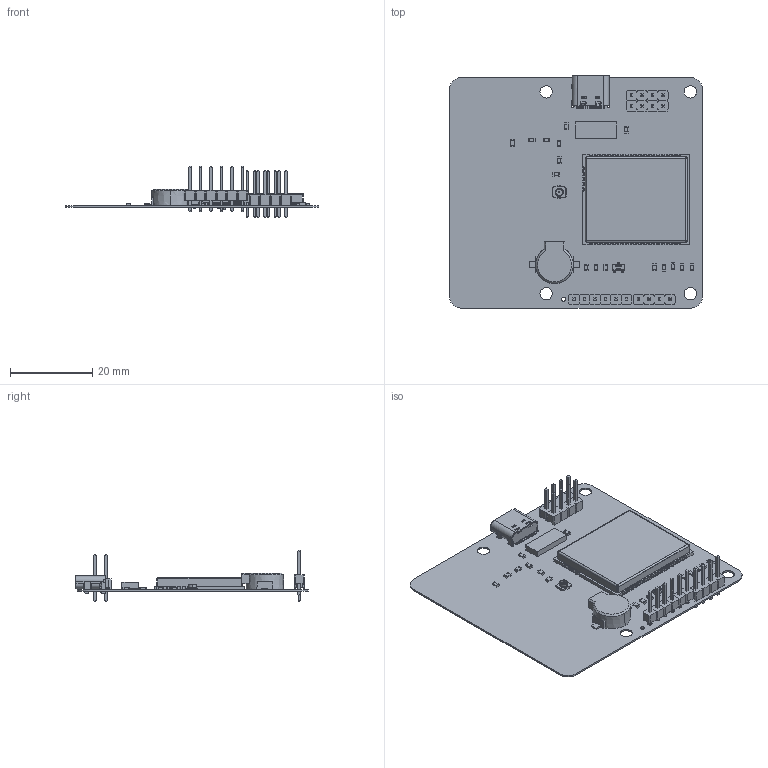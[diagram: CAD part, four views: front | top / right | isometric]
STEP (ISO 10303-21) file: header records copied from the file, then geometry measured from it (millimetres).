
FILE_DESCRIPTION(('Open CASCADE Model'),'2;1');
FILE_NAME('Open CASCADE Shape Model','2023-01-27T16:02:28',('Author'),( 'Open CASCADE'),'Open CASCADE STEP processor 7.5','Open CASCADE 7.5' ,'Unknown');
FILE_SCHEMA(('AUTOMOTIVE_DESIGN { 1 0 10303 214 1 1 1 1 }'));
Length unit declared in the file: millimetre
Products named in the file (56): PCB; Board; Open CASCADE STEP translator 7.5 3.1.1; TR1; User Library-SOT95P240X110-3M[SOT23-3_TO-236AB]; R5; SW3DPS-RESISTOR 0603-DEFAULT; R4; R2; B1; CircuitWorks-BUZZER (SPEAKER) SMD; J2; USB1; TYPE-C-31-M-12--3DModel-STEP-56544; TYPE-C-31-M-12; P2; 65781; J1; C1; C2; C3; C4; C5; C6; C7; CN1; CN3; 6x_Male_Pin_2.54_mm; 1_Male_Pin_2.54_mm; E2; SW3dPS-UFL-R-SMD; SW3dPS-UFL-R-SMD_Part_525; SW3dPS-UFL-R-SMD_Part_540; SW3dPS-UFL-R-SMD_Part_739; SW3dPS-UFL-R-SMD_Part_555; SW3dPS-UFL-R-SMD_Part_578; SW3dPS-UFL-R-SMD_Part_562; L1; L2; User Library-LED_0603_R ...
Assembly tree (84 placements, depth 4):
  PCB
    Board
      Open CASCADE STEP translator 7.5 3.1.1
    TR1
      User Library-SOT95P240X110-3M[SOT23-3_TO-236AB]
    R5
      SW3DPS-RESISTOR 0603-DEFAULT
    R4
      SW3DPS-RESISTOR 0603-DEFAULT
    R2
      SW3DPS-RESISTOR 0603-DEFAULT
    B1
      CircuitWorks-BUZZER (SPEAKER) SMD
    J2
      SW3DPS-RESISTOR 0603-DEFAULT
    USB1
      TYPE-C-31-M-12--3DModel-STEP-56544
        TYPE-C-31-M-12
    P2
      65781
      65781
      65781
      65781
      65781
    J1
      SW3DPS-RESISTOR 0603-DEFAULT
    C1
      SW3DPS-RESISTOR 0603-DEFAULT
    C2
      SW3DPS-RESISTOR 0603-DEFAULT
    C3
      SW3DPS-RESISTOR 0603-DEFAULT
    C4
      SW3DPS-RESISTOR 0603-DEFAULT
    C5
      SW3DPS-RESISTOR 0603-DEFAULT
    C6
      SW3DPS-RESISTOR 0603-DEFAULT
    C7
      SW3DPS-RESISTOR 0603-DEFAULT
    CN1
      65781  x2
      65781  x2
      65781  x2
      65781  x2
      65781  x2
    CN3
      6x_Male_Pin_2.54_mm
        1_Male_Pin_2.54_mm  x6
    E2
      SW3dPS-UFL-R-SMD
        SW3dPS-UFL-R-SMD_Part_525
        SW3dPS-UFL-R-SMD_Part_540
        SW3dPS-UFL-R-SMD_Part_739
        SW3dPS-UFL-R-SMD_Part_555
        SW3dPS-UFL-R-SMD_Part_578
        SW3dPS-UFL-R-SMD_Part_562
    L1
      SW3DPS-RESISTOR 0603-DEFAULT
    L2
Bounding box: 61.51 x 56.4 x 12.53 mm (x, y, z)
Volume: 2740.2 mm3; surface area: 11874 mm2
Topology: 135 solids, 136 shells, 2395 faces, 5781 edges, 3722 vertices
Faces by surface type: plane 1816, cylinder 427, bspline 113, cone 31, sphere 8
Full cylindrical faces by diameter (mm): 0.38 x66, 1 x1, 1.016 x6, 1.2 x2, 1.22 x12, 3 x4
Entity records: 64090 total; most frequent: CARTESIAN_POINT 16362, ORIENTED_EDGE 8672, DIRECTION 8316, EDGE_CURVE 4337, LINE 3184, VECTOR 3184, VERTEX_POINT 2806, AXIS2_PLACEMENT_3D 2566
